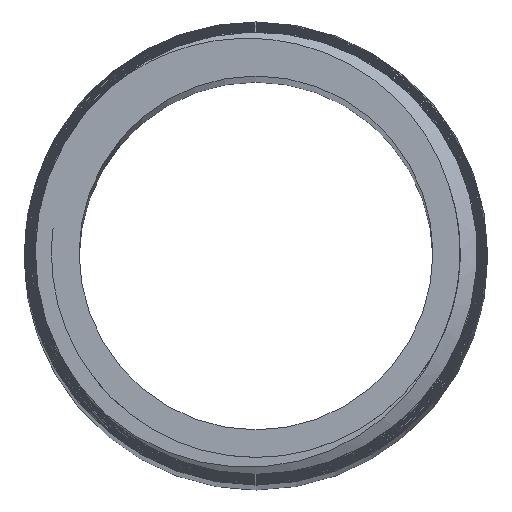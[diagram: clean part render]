
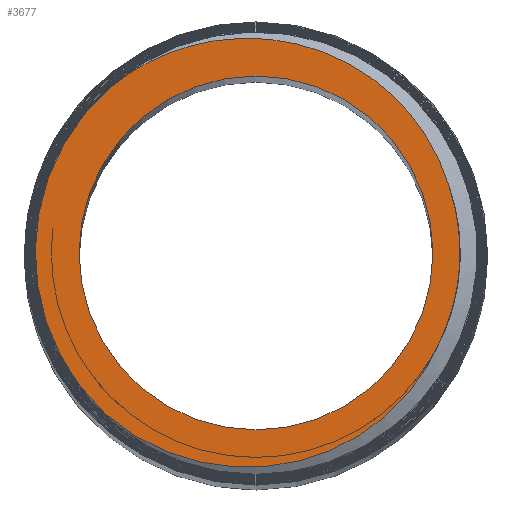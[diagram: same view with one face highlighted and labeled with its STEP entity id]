
A CAD part, top view. The second image highlights one B-rep face of the part: STEP entity #3677.
In plain terms, the highlighted planar face has unit normal (0, 0, 1).
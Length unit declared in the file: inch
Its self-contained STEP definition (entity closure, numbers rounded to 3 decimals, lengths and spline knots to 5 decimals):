
#62=CARTESIAN_POINT('',(0.,0.,4.));
#63=DIRECTION('',(0.,0.,-1.));
#64=DIRECTION('',(1.,0.,0.));
#65=AXIS2_PLACEMENT_3D('',#62,#63,#64);
#67=CARTESIAN_POINT('',(0.,0.,4.));
#68=DIRECTION('',(0.,0.,-1.));
#69=DIRECTION('',(-1.,0.,0.));
#70=AXIS2_PLACEMENT_3D('',#67,#68,#69);
#72=CARTESIAN_POINT('',(0.44135,0.15359,4.));
#73=CARTESIAN_POINT('',(0.43233,0.18345,4.));
#74=CARTESIAN_POINT('',(0.40881,0.24003,4.));
#75=CARTESIAN_POINT('',(0.35766,0.31687,4.));
#76=CARTESIAN_POINT('',(0.29251,0.3826,4.));
#77=CARTESIAN_POINT('',(0.2145,0.4355,4.));
#78=CARTESIAN_POINT('',(0.12624,0.47281,4.));
#79=CARTESIAN_POINT('',(0.03048,0.49231,4.));
#80=CARTESIAN_POINT('',(-0.06503,0.49227,4.));
#81=CARTESIAN_POINT('',(-0.14924,0.4764,4.));
#82=CARTESIAN_POINT('',(-0.22085,0.45056,4.));
#83=CARTESIAN_POINT('',(-0.28281,0.4175,4.));
#84=CARTESIAN_POINT('',(-0.31906,0.39133,4.));
#85=CARTESIAN_POINT('',(-0.33599,0.37738,4.));
#87=CARTESIAN_POINT('',(0.42091,-0.20365,4.));
#88=CARTESIAN_POINT('',(0.4349,-0.17467,4.));
#89=CARTESIAN_POINT('',(0.45638,-0.11537,4.));
#90=CARTESIAN_POINT('',(0.47033,-0.01988,4.));
#91=CARTESIAN_POINT('',(0.46437,0.07365,4.));
#92=CARTESIAN_POINT('',(0.45037,0.12775,4.));
#93=CARTESIAN_POINT('',(0.44135,0.15359,4.));
#95=CARTESIAN_POINT('',(-0.34808,-0.36625,4.));
#96=CARTESIAN_POINT('',(-0.32641,-0.38528,4.));
#97=CARTESIAN_POINT('',(-0.28031,-0.41928,4.));
#98=CARTESIAN_POINT('',(-0.20179,-0.45849,4.));
#99=CARTESIAN_POINT('',(-0.11642,-0.4838,4.));
#100=CARTESIAN_POINT('',(-0.02187,-0.49362,4.));
#101=CARTESIAN_POINT('',(0.07443,-0.48441,4.));
#102=CARTESIAN_POINT('',(0.16478,-0.45737,4.));
#103=CARTESIAN_POINT('',(0.24784,-0.41364,4.));
#104=CARTESIAN_POINT('',(0.31942,-0.35607,4.));
#105=CARTESIAN_POINT('',(0.37899,-0.28544,4.));
#106=CARTESIAN_POINT('',(0.40861,-0.23213,4.));
#107=CARTESIAN_POINT('',(0.42091,-0.20365,4.));
#109=CARTESIAN_POINT('',(0.,0.,4.));
#110=DIRECTION('',(0.,0.,1.));
#111=DIRECTION('',(-0.665,0.747,0.));
#112=AXIS2_PLACEMENT_3D('',#109,#110,#111);
#3452=CARTESIAN_POINT('',(0.405,0.,4.));
#3453=CARTESIAN_POINT('',(-0.405,0.,4.));
#3454=VERTEX_POINT('',#3452);
#3455=VERTEX_POINT('',#3453);
#3462=VERTEX_POINT('',#72);
#3463=VERTEX_POINT('',#85);
#3464=VERTEX_POINT('',#95);
#3465=VERTEX_POINT('',#107);
#3658=CARTESIAN_POINT('',(0.,0.,4.));
#3659=DIRECTION('',(0.,0.,1.));
#3660=DIRECTION('',(1.,0.,0.));
#3661=AXIS2_PLACEMENT_3D('',#3658,#3659,#3660);
#3662=PLANE('',#3661);
#3664=ORIENTED_EDGE('',*,*,#3663,.F.);
#3666=ORIENTED_EDGE('',*,*,#3665,.F.);
#3668=ORIENTED_EDGE('',*,*,#3667,.F.);
#3670=ORIENTED_EDGE('',*,*,#3669,.F.);
#3671=EDGE_LOOP('',(#3664,#3666,#3668,#3670));
#3672=FACE_OUTER_BOUND('',#3671,.F.);
#3673=ORIENTED_EDGE('',*,*,#3638,.F.);
#3674=ORIENTED_EDGE('',*,*,#3652,.F.);
#3675=EDGE_LOOP('',(#3673,#3674));
#3676=FACE_BOUND('',#3675,.F.);
#3677=ADVANCED_FACE('',(#3672,#3676),#3662,.T.);
#66=CIRCLE('',#65,0.405);
#71=CIRCLE('',#70,0.405);
#86=B_SPLINE_CURVE_WITH_KNOTS('',3,(#72,#73,#74,#75,#76,#77,#78,#79,#80,#81,#82,
#83,#84,#85),.UNSPECIFIED.,.F.,.F.,(4,1,1,1,1,1,1,1,1,1,1,4),(0.,
0.09091,0.18182,0.27273,0.36364,
0.45455,0.54545,0.63636,0.72727,
0.81818,0.90909,1.),.UNSPECIFIED.);
#94=B_SPLINE_CURVE_WITH_KNOTS('',3,(#87,#88,#89,#90,#91,#92,#93),.UNSPECIFIED.,
.F.,.F.,(4,1,1,1,4),(0.,0.25,0.5,0.75,1.),.UNSPECIFIED.);
#108=B_SPLINE_CURVE_WITH_KNOTS('',3,(#95,#96,#97,#98,#99,#100,#101,#102,#103,
#104,#105,#106,#107),.UNSPECIFIED.,.F.,.F.,(4,1,1,1,1,1,1,1,1,1,4),(0.,0.1,
0.2,0.3,0.4,0.5,0.6,0.7,0.8,0.9,1.),.UNSPECIFIED.);
#113=CIRCLE('',#112,0.50528);
#3638=EDGE_CURVE('',#3454,#3455,#66,.T.);
#3652=EDGE_CURVE('',#3455,#3454,#71,.T.);
#3663=EDGE_CURVE('',#3462,#3463,#86,.T.);
#3665=EDGE_CURVE('',#3465,#3462,#94,.T.);
#3667=EDGE_CURVE('',#3464,#3465,#108,.T.);
#3669=EDGE_CURVE('',#3463,#3464,#113,.T.);
